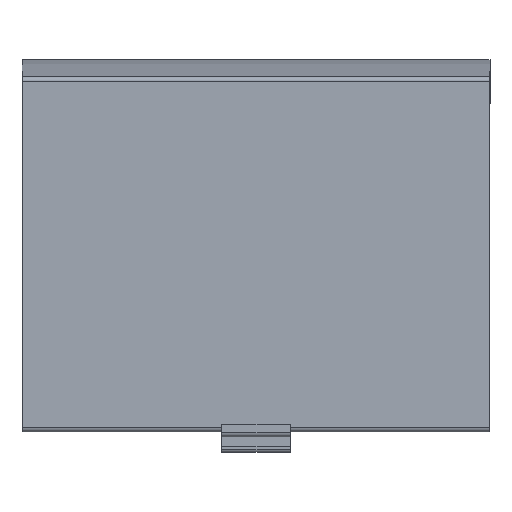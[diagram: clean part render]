
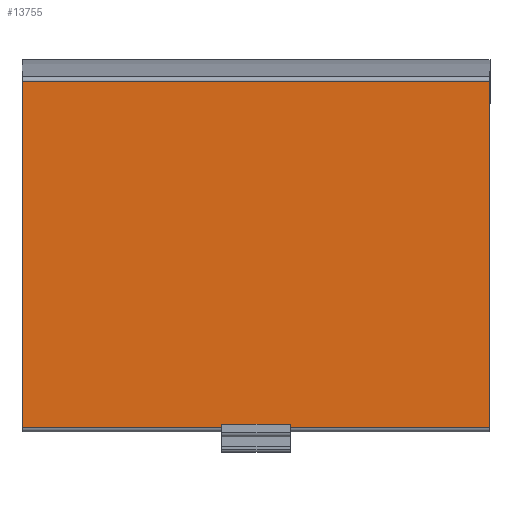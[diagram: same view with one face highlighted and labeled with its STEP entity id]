
A CAD part, front view. The second image highlights one B-rep face of the part: STEP entity #13755.
In plain terms, the highlighted planar face has unit normal (0, -1, 0).
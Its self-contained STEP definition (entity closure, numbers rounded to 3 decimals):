
#13169=CARTESIAN_POINT('',(0.,-62.25,111.927));
#13170=VERTEX_POINT('',#13169);
#13171=CARTESIAN_POINT('',(0.0,-62.25,1.008));
#13172=VERTEX_POINT('',#13171);
#13173=CARTESIAN_POINT('',(0.,-62.25,111.927));
#13174=DIRECTION('',(0.0,0.0,-1.0));
#13175=VECTOR('',#13174,110.919);
#13176=LINE('',#13173,#13175);
#13177=EDGE_CURVE('',#13170,#13172,#13176,.T.);
#13712=CARTESIAN_POINT('',(150.,-62.25,111.927));
#13713=VERTEX_POINT('',#13712);
#13714=CARTESIAN_POINT('',(150.,-62.25,111.927));
#13715=DIRECTION('',(-1.0,0.0,0.0));
#13716=VECTOR('',#13715,150.0);
#13717=LINE('',#13714,#13716);
#13718=EDGE_CURVE('',#13713,#13170,#13717,.T.);
#13732=CARTESIAN_POINT('',(87.,-62.25,111.927));
#13733=DIRECTION('',(0.0,-1.0,0.0));
#13734=DIRECTION('',(1.0,0.0,0.0));
#13735=AXIS2_PLACEMENT_3D('',#13732,#13733,#13734);
#13736=PLANE('',#13735);
#13737=CARTESIAN_POINT('',(150.,-62.25,1.008));
#13738=VERTEX_POINT('',#13737);
#13739=CARTESIAN_POINT('',(150.,-62.25,1.008));
#13740=DIRECTION('',(-1.0,0.0,0.0));
#13741=VECTOR('',#13740,150.);
#13742=LINE('',#13739,#13741);
#13743=EDGE_CURVE('',#13738,#13172,#13742,.T.);
#13744=ORIENTED_EDGE('',*,*,#13743,.F.);
#13745=CARTESIAN_POINT('',(150.,-62.25,1.008));
#13746=DIRECTION('',(0.0,0.0,1.0));
#13747=VECTOR('',#13746,110.919);
#13748=LINE('',#13745,#13747);
#13749=EDGE_CURVE('',#13738,#13713,#13748,.T.);
#13750=ORIENTED_EDGE('',*,*,#13749,.T.);
#13751=ORIENTED_EDGE('',*,*,#13718,.T.);
#13752=ORIENTED_EDGE('',*,*,#13177,.T.);
#13753=EDGE_LOOP('',(#13744,#13750,#13751,#13752));
#13754=FACE_OUTER_BOUND('',#13753,.T.);
#13755=ADVANCED_FACE('',(#13754),#13736,.T.);
